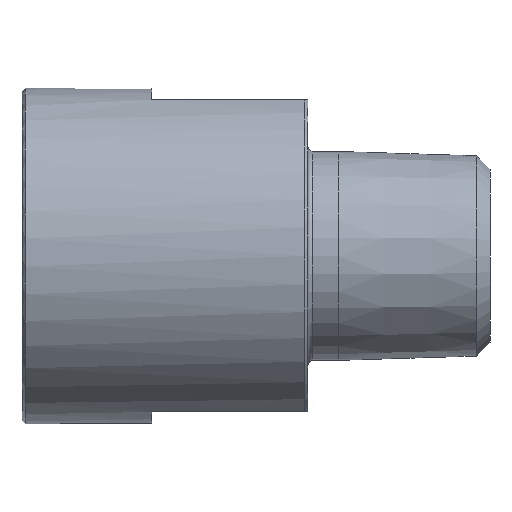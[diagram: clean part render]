
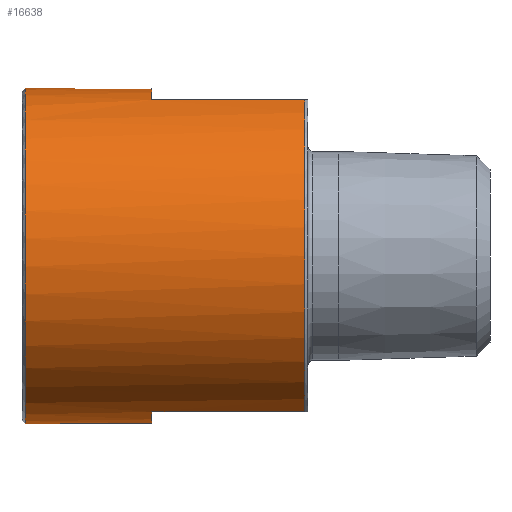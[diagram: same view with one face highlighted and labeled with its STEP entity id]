
A CAD part, front view. The second image highlights one B-rep face of the part: STEP entity #16638.
In plain terms, the highlighted cylindrical face has radius 10.75 mm (diameter 21.5 mm), a full revolution.
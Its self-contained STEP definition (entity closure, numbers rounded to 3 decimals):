
#22 = ORIENTED_EDGE ( 'NONE', *, *, #11796, .T. ) ;
#47 = VERTEX_POINT ( 'NONE', #5740 ) ;
#306 = CARTESIAN_POINT ( 'NONE',  ( 18.115, 0., 0. ) ) ;
#333 = DIRECTION ( 'NONE',  ( -1., 0., 0. ) ) ;
#426 = EDGE_CURVE ( 'NONE', #4739, #10008, #15698, .T. ) ;
#441 = ORIENTED_EDGE ( 'NONE', *, *, #13449, .T. ) ;
#752 = VERTEX_POINT ( 'NONE', #7478 ) ;
#848 = DIRECTION ( 'NONE',  ( -1., 0., 0. ) ) ;
#862 = AXIS2_PLACEMENT_3D ( 'NONE', #10632, #1190, #17123 ) ;
#1190 = DIRECTION ( 'NONE',  ( -1., 0., 0. ) ) ;
#1295 = AXIS2_PLACEMENT_3D ( 'NONE', #12406, #14830, #2774 ) ;
#1444 = DIRECTION ( 'NONE',  ( 0., 0., -1. ) ) ;
#1644 = AXIS2_PLACEMENT_3D ( 'NONE', #5765, #1801, #13395 ) ;
#1801 = DIRECTION ( 'NONE',  ( -1., 0., 0. ) ) ;
#2204 = AXIS2_PLACEMENT_3D ( 'NONE', #5553, #333, #1444 ) ;
#2278 = VERTEX_POINT ( 'NONE', #6778 ) ;
#2320 = EDGE_CURVE ( 'NONE', #2278, #47, #12728, .T. ) ;
#2522 = CARTESIAN_POINT ( 'NONE',  ( 0., 3.945, -10. ) ) ;
#2774 = DIRECTION ( 'NONE',  ( 0., 0., -1. ) ) ;
#2777 = CARTESIAN_POINT ( 'NONE',  ( 18.115, 3.945, 10. ) ) ;
#3299 = CARTESIAN_POINT ( 'NONE',  ( 8.33, -3.945, 10. ) ) ;
#3434 = VERTEX_POINT ( 'NONE', #3299 ) ;
#3509 = ORIENTED_EDGE ( 'NONE', *, *, #8004, .T. ) ;
#3529 = LINE ( 'NONE', #16883, #15537 ) ;
#4045 = CIRCLE ( 'NONE', #2204, 10.75 ) ;
#4254 = CARTESIAN_POINT ( 'NONE',  ( 8.33, 3.945, -10. ) ) ;
#4739 = VERTEX_POINT ( 'NONE', #13961 ) ;
#4773 = CARTESIAN_POINT ( 'NONE',  ( 0., -3.945, -10. ) ) ;
#4971 = EDGE_CURVE ( 'NONE', #16317, #5074, #3529, .T. ) ;
#5074 = VERTEX_POINT ( 'NONE', #13166 ) ;
#5200 = VECTOR ( 'NONE', #15762, 1000. ) ;
#5252 = ORIENTED_EDGE ( 'NONE', *, *, #2320, .T. ) ;
#5553 = CARTESIAN_POINT ( 'NONE',  ( 8.33, 0., 0. ) ) ;
#5740 = CARTESIAN_POINT ( 'NONE',  ( 18.115, -3.945, 10. ) ) ;
#5765 = CARTESIAN_POINT ( 'NONE',  ( 8.33, 0., 0. ) ) ;
#6220 = VERTEX_POINT ( 'NONE', #16652 ) ;
#6772 = CARTESIAN_POINT ( 'NONE',  ( 18.115, 0., 0. ) ) ;
#6774 = EDGE_LOOP ( 'NONE', ( #13655 ) ) ;
#6778 = CARTESIAN_POINT ( 'NONE',  ( 18.115, -3.945, -10. ) ) ;
#6860 = DIRECTION ( 'NONE',  ( -1., 0., 0. ) ) ;
#6939 = DIRECTION ( 'NONE',  ( 0., 0., 1. ) ) ;
#7013 = EDGE_LOOP ( 'NONE', ( #7242, #3509, #9020, #441, #17229, #5252, #11491, #22 ) ) ;
#7242 = ORIENTED_EDGE ( 'NONE', *, *, #4971, .F. ) ;
#7244 = VECTOR ( 'NONE', #848, 1000. ) ;
#7478 = CARTESIAN_POINT ( 'NONE',  ( 8.33, -3.945, -10. ) ) ;
#8004 = EDGE_CURVE ( 'NONE', #16317, #4739, #13585, .T. ) ;
#8320 = DIRECTION ( 'NONE',  ( -1., 0., 0. ) ) ;
#8876 = EDGE_CURVE ( 'NONE', #47, #3434, #14476, .T. ) ;
#8883 = DIRECTION ( 'NONE',  ( -1., 0., 0. ) ) ;
#8969 = EDGE_CURVE ( 'NONE', #6220, #6220, #14099, .T. ) ;
#9020 = ORIENTED_EDGE ( 'NONE', *, *, #426, .T. ) ;
#9189 = CIRCLE ( 'NONE', #1644, 10.75 ) ;
#9229 = CYLINDRICAL_SURFACE ( 'NONE', #862, 10.75 ) ;
#9518 = VECTOR ( 'NONE', #14581, 1000. ) ;
#10008 = VERTEX_POINT ( 'NONE', #4254 ) ;
#10632 = CARTESIAN_POINT ( 'NONE',  ( 0., 0., 0. ) ) ;
#11491 = ORIENTED_EDGE ( 'NONE', *, *, #8876, .T. ) ;
#11578 = FACE_OUTER_BOUND ( 'NONE', #6774, .T. ) ;
#11796 = EDGE_CURVE ( 'NONE', #3434, #5074, #4045, .T. ) ;
#12406 = CARTESIAN_POINT ( 'NONE',  ( 0.215, 0., 0. ) ) ;
#12644 = LINE ( 'NONE', #4773, #7244 ) ;
#12728 = CIRCLE ( 'NONE', #13007, 10.75 ) ;
#13007 = AXIS2_PLACEMENT_3D ( 'NONE', #306, #6860, #6939 ) ;
#13166 = CARTESIAN_POINT ( 'NONE',  ( 8.33, 3.945, 10. ) ) ;
#13395 = DIRECTION ( 'NONE',  ( 0., 0., -1. ) ) ;
#13449 = EDGE_CURVE ( 'NONE', #10008, #752, #9189, .T. ) ;
#13521 = EDGE_CURVE ( 'NONE', #2278, #752, #12644, .T. ) ;
#13585 = CIRCLE ( 'NONE', #15206, 10.75 ) ;
#13641 = DIRECTION ( 'NONE',  ( 0., 0., 1. ) ) ;
#13655 = ORIENTED_EDGE ( 'NONE', *, *, #8969, .T. ) ;
#13961 = CARTESIAN_POINT ( 'NONE',  ( 18.115, 3.945, -10. ) ) ;
#14099 = CIRCLE ( 'NONE', #1295, 10.75 ) ;
#14476 = LINE ( 'NONE', #16987, #5200 ) ;
#14581 = DIRECTION ( 'NONE',  ( -1., 0., 0. ) ) ;
#14830 = DIRECTION ( 'NONE',  ( 1., 0., 0. ) ) ;
#15206 = AXIS2_PLACEMENT_3D ( 'NONE', #6772, #8320, #13641 ) ;
#15537 = VECTOR ( 'NONE', #8883, 1000. ) ;
#15698 = LINE ( 'NONE', #2522, #9518 ) ;
#15762 = DIRECTION ( 'NONE',  ( -1., 0., 0. ) ) ;
#16317 = VERTEX_POINT ( 'NONE', #2777 ) ;
#16638 = ADVANCED_FACE ( 'NONE', ( #11578, #16857 ), #9229, .T. ) ;
#16652 = CARTESIAN_POINT ( 'NONE',  ( 0.215, 0., -10.75 ) ) ;
#16857 = FACE_OUTER_BOUND ( 'NONE', #7013, .T. ) ;
#16883 = CARTESIAN_POINT ( 'NONE',  ( 0., 3.945, 10. ) ) ;
#16987 = CARTESIAN_POINT ( 'NONE',  ( 0., -3.945, 10. ) ) ;
#17123 = DIRECTION ( 'NONE',  ( 0., 0., 1. ) ) ;
#17229 = ORIENTED_EDGE ( 'NONE', *, *, #13521, .F. ) ;
